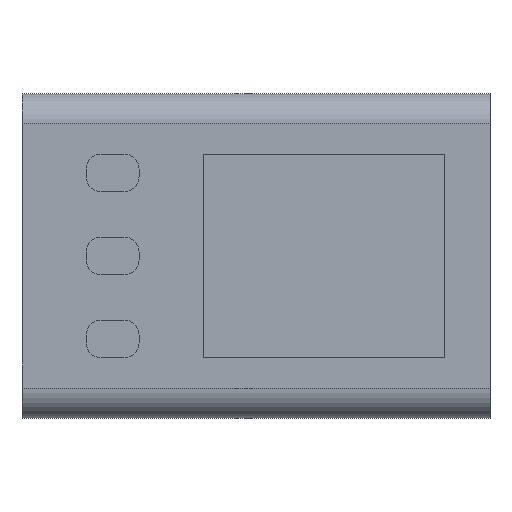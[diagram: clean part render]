
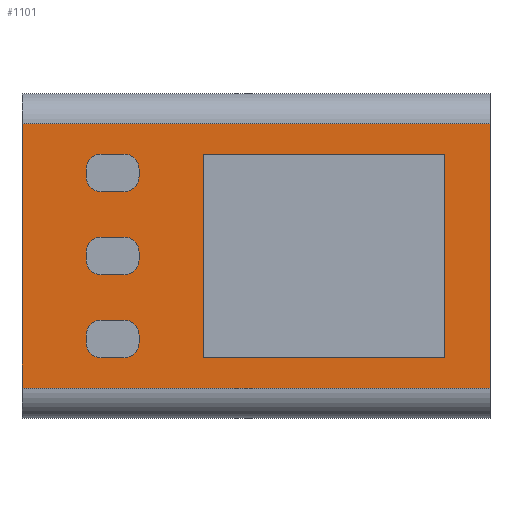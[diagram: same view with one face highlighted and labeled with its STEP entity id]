
A CAD part, top view. The second image highlights one B-rep face of the part: STEP entity #1101.
In plain terms, the highlighted planar face has unit normal (0, 0, 1).
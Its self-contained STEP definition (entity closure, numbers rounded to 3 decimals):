
#38=PLANE('',#1205);
#89=FACE_OUTER_BOUND('',#158,.T.);
#158=EDGE_LOOP('',(#836,#837,#838,#839));
#223=LINE('',#1694,#332);
#227=LINE('',#1708,#336);
#232=LINE('',#1722,#341);
#237=LINE('',#1734,#346);
#332=VECTOR('',#1352,10.);
#336=VECTOR('',#1364,10.);
#341=VECTOR('',#1379,10.);
#346=VECTOR('',#1394,10.);
#491=VERTEX_POINT('',#1687);
#494=VERTEX_POINT('',#1692);
#500=VERTEX_POINT('',#1706);
#504=VERTEX_POINT('',#1720);
#609=EDGE_CURVE('',#494,#491,#223,.T.);
#616=EDGE_CURVE('',#500,#494,#227,.T.);
#623=EDGE_CURVE('',#504,#500,#232,.T.);
#629=EDGE_CURVE('',#491,#504,#237,.T.);
#836=ORIENTED_EDGE('',*,*,#609,.F.);
#837=ORIENTED_EDGE('',*,*,#616,.F.);
#838=ORIENTED_EDGE('',*,*,#623,.F.);
#839=ORIENTED_EDGE('',*,*,#629,.F.);
#1101=ADVANCED_FACE('',(#89),#38,.F.);
#1205=AXIS2_PLACEMENT_3D('',#1735,#1395,#1396);
#1352=DIRECTION('',(-1.,0.,0.));
#1364=DIRECTION('',(0.,-1.,0.));
#1379=DIRECTION('',(1.,0.,0.));
#1394=DIRECTION('',(0.,1.,0.));
#1395=DIRECTION('center_axis',(0.,0.,-1.));
#1396=DIRECTION('ref_axis',(1.,0.,0.));
#1687=CARTESIAN_POINT('',(1.,16.,14.25));
#1692=CARTESIAN_POINT('',(63.,16.,14.25));
#1694=CARTESIAN_POINT('',(47.5,16.,14.25));
#1706=CARTESIAN_POINT('',(63.,51.,14.25));
#1708=CARTESIAN_POINT('',(63.,55.,14.25));
#1720=CARTESIAN_POINT('',(1.,51.,14.25));
#1722=CARTESIAN_POINT('',(16.5,51.,14.25));
#1734=CARTESIAN_POINT('',(1.,12.,14.25));
#1735=CARTESIAN_POINT('Origin',(32.,33.5,14.25));
